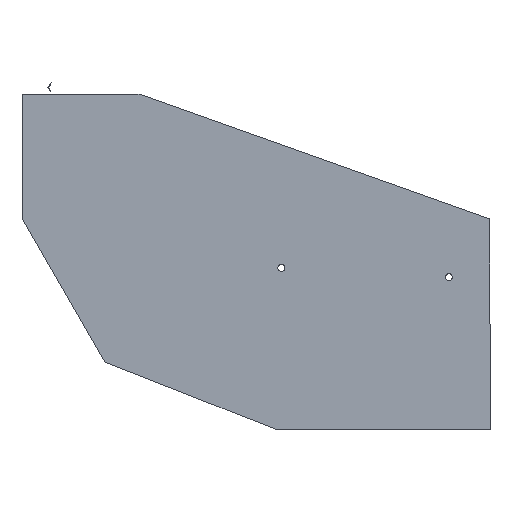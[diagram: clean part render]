
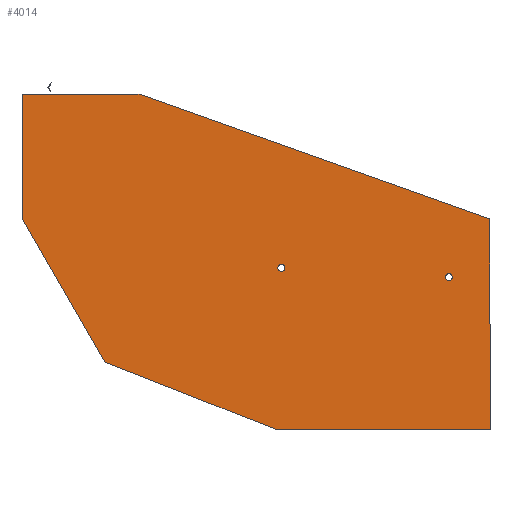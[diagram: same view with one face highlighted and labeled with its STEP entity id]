
A CAD part, front view. The second image highlights one B-rep face of the part: STEP entity #4014.
In plain terms, the highlighted planar face has unit normal (0, -1, 0).
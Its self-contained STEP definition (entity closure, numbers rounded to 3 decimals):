
#171=FACE_BOUND('',#544,.T.);
#172=FACE_BOUND('',#545,.T.);
#230=PLANE('',#4460);
#322=FACE_OUTER_BOUND('',#543,.T.);
#543=EDGE_LOOP('',(#2713,#2714,#2715,#2716,#2717,#2718,#2719));
#544=EDGE_LOOP('',(#2720));
#545=EDGE_LOOP('',(#2721));
#823=LINE('',#6387,#1139);
#824=LINE('',#6389,#1140);
#825=LINE('',#6391,#1141);
#826=LINE('',#6393,#1142);
#827=LINE('',#6395,#1143);
#828=LINE('',#6397,#1144);
#829=LINE('',#6398,#1145);
#1139=VECTOR('',#5006,10.);
#1140=VECTOR('',#5007,10.);
#1141=VECTOR('',#5008,10.);
#1142=VECTOR('',#5009,10.);
#1143=VECTOR('',#5010,10.);
#1144=VECTOR('',#5011,10.);
#1145=VECTOR('',#5012,10.);
#1453=CIRCLE('',#4455,4.5);
#1455=CIRCLE('',#4458,4.5);
#1725=VERTEX_POINT('',#6373);
#1727=VERTEX_POINT('',#6379);
#1729=VERTEX_POINT('',#6385);
#1730=VERTEX_POINT('',#6386);
#1731=VERTEX_POINT('',#6388);
#1732=VERTEX_POINT('',#6390);
#1733=VERTEX_POINT('',#6392);
#1734=VERTEX_POINT('',#6394);
#1735=VERTEX_POINT('',#6396);
#2117=EDGE_CURVE('',#1725,#1725,#1453,.T.);
#2120=EDGE_CURVE('',#1727,#1727,#1455,.T.);
#2123=EDGE_CURVE('',#1729,#1730,#823,.T.);
#2124=EDGE_CURVE('',#1730,#1731,#824,.T.);
#2125=EDGE_CURVE('',#1731,#1732,#825,.T.);
#2126=EDGE_CURVE('',#1732,#1733,#826,.T.);
#2127=EDGE_CURVE('',#1733,#1734,#827,.T.);
#2128=EDGE_CURVE('',#1734,#1735,#828,.T.);
#2129=EDGE_CURVE('',#1735,#1729,#829,.T.);
#2713=ORIENTED_EDGE('',*,*,#2123,.T.);
#2714=ORIENTED_EDGE('',*,*,#2124,.T.);
#2715=ORIENTED_EDGE('',*,*,#2125,.T.);
#2716=ORIENTED_EDGE('',*,*,#2126,.T.);
#2717=ORIENTED_EDGE('',*,*,#2127,.T.);
#2718=ORIENTED_EDGE('',*,*,#2128,.T.);
#2719=ORIENTED_EDGE('',*,*,#2129,.T.);
#2720=ORIENTED_EDGE('',*,*,#2117,.T.);
#2721=ORIENTED_EDGE('',*,*,#2120,.T.);
#4014=ADVANCED_FACE('',(#322,#171,#172),#230,.T.);
#4455=AXIS2_PLACEMENT_3D('',#6374,#4992,#4993);
#4458=AXIS2_PLACEMENT_3D('',#6380,#4999,#5000);
#4460=AXIS2_PLACEMENT_3D('',#6384,#5004,#5005);
#4992=DIRECTION('center_axis',(0.,1.,0.));
#4993=DIRECTION('ref_axis',(-1.,0.,0.));
#4999=DIRECTION('center_axis',(0.,1.,0.));
#5000=DIRECTION('ref_axis',(-1.,0.,0.));
#5004=DIRECTION('center_axis',(0.,-1.,0.));
#5005=DIRECTION('ref_axis',(0.,0.,-1.));
#5006=DIRECTION('',(0.931,0.,-0.366));
#5007=DIRECTION('',(1.,0.,0.));
#5008=DIRECTION('',(0.,0.,1.));
#5009=DIRECTION('',(-0.942,0.,0.335));
#5010=DIRECTION('',(-1.,0.,0.));
#5011=DIRECTION('',(0.,0.,-1.));
#5012=DIRECTION('',(0.5,0.,-0.866));
#6373=CARTESIAN_POINT('',(-242.97,-3.,17.183));
#6374=CARTESIAN_POINT('Origin',(-247.47,-3.,17.183));
#6379=CARTESIAN_POINT('',(-28.303,-3.,5.214));
#6380=CARTESIAN_POINT('Origin',(-32.803,-3.,5.214));
#6384=CARTESIAN_POINT('Origin',(-275.771,-3.,19.058));
#6385=CARTESIAN_POINT('',(-474.115,-3.,-103.397));
#6386=CARTESIAN_POINT('',(-254.115,-3.,-190.));
#6387=CARTESIAN_POINT('',(-474.115,-3.,-103.397));
#6388=CARTESIAN_POINT('',(20.,-3.,-190.));
#6389=CARTESIAN_POINT('',(-254.115,-3.,-190.));
#6390=CARTESIAN_POINT('',(20.,-3.,80.));
#6391=CARTESIAN_POINT('',(20.,-3.,-190.));
#6392=CARTESIAN_POINT('',(-430.,-3.,240.));
#6393=CARTESIAN_POINT('',(20.,-3.,80.));
#6394=CARTESIAN_POINT('',(-580.,-3.,240.));
#6395=CARTESIAN_POINT('',(-430.,-3.,240.));
#6396=CARTESIAN_POINT('',(-580.,-3.,80.));
#6397=CARTESIAN_POINT('',(-580.,-3.,240.));
#6398=CARTESIAN_POINT('',(-580.,-3.,80.));
